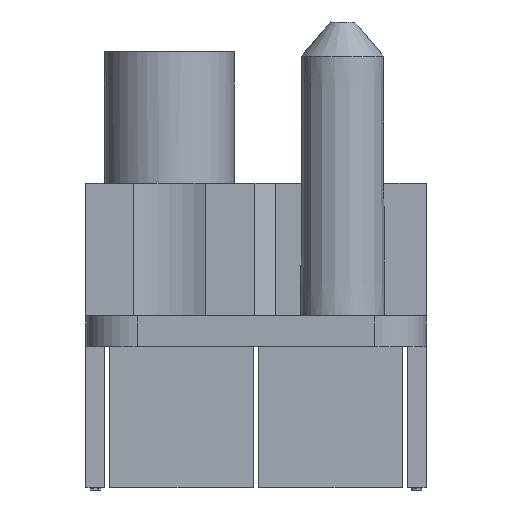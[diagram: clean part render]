
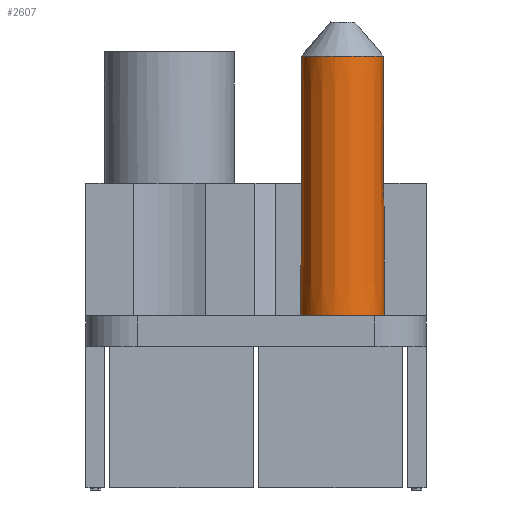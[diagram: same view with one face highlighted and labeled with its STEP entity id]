
A CAD part, front view. The second image highlights one B-rep face of the part: STEP entity #2607.
In plain terms, the highlighted conical face has half-angle 0.177 degrees and reference radius 3.975 mm.
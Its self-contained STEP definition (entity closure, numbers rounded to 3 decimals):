
#2058=CONICAL_SURFACE('',#8925,3.975,0.177);
#2607=ADVANCED_FACE('',(#3263,#3264),#2058,.T.);
#3173=CIRCLE('',#8745,4.05);
#3186=CIRCLE('',#8923,3.972);
#3263=FACE_BOUND('',#3547,.T.);
#3264=FACE_BOUND('',#3548,.T.);
#3547=EDGE_LOOP('',(#4980));
#3548=EDGE_LOOP('',(#4981));
#4980=ORIENTED_EDGE('',*,*,#6719,.F.);
#4981=ORIENTED_EDGE('',*,*,#6273,.T.);
#5650=VERTEX_POINT('',#11203);
#5917=VERTEX_POINT('',#12837);
#6273=EDGE_CURVE('',#5650,#5650,#3173,.T.);
#6719=EDGE_CURVE('',#5917,#5917,#3186,.T.);
#8745=AXIS2_PLACEMENT_3D('',#11202,#9347,#9348);
#8923=AXIS2_PLACEMENT_3D('',#12836,#10064,#10065);
#8925=AXIS2_PLACEMENT_3D('',#12839,#10068,#10069);
#9347=DIRECTION('',(0.,0.,1.));
#9348=DIRECTION('',(1.,0.,0.));
#10064=DIRECTION('',(0.,0.,1.));
#10065=DIRECTION('',(-1.,0.,0.));
#10068=DIRECTION('',(0.,0.,-1.));
#10069=DIRECTION('',(0.,1.,0.));
#11202=CARTESIAN_POINT('',(8.4,-25.8,3.));
#11203=CARTESIAN_POINT('',(12.45,-25.8,3.));
#12836=CARTESIAN_POINT('',(8.4,-25.8,28.196));
#12837=CARTESIAN_POINT('',(4.428,-25.8,28.196));
#12839=CARTESIAN_POINT('',(8.4,-25.8,27.291));
